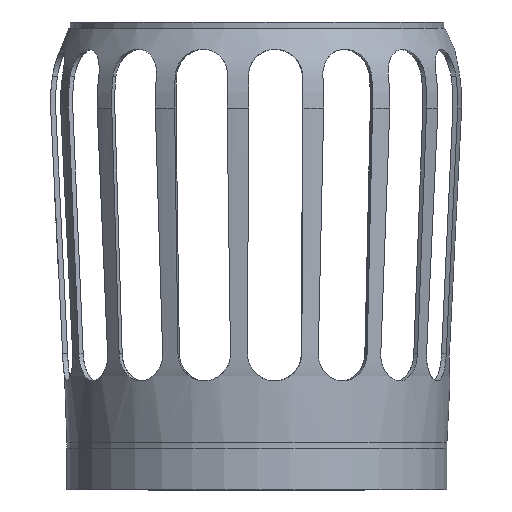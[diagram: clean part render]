
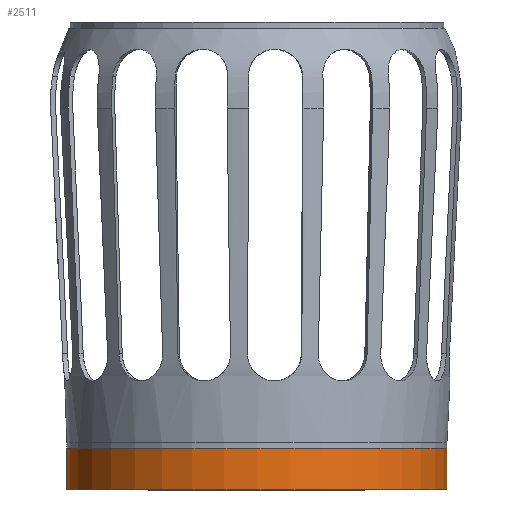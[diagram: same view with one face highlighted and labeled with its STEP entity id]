
A CAD part, front view. The second image highlights one B-rep face of the part: STEP entity #2511.
In plain terms, the highlighted cylindrical face has radius 452.5 mm (diameter 905 mm), a full revolution.
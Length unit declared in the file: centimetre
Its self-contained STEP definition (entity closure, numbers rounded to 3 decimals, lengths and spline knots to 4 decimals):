
#419=FACE_OUTER_BOUND('',#557,.T.);
#557=EDGE_LOOP('',(#2242,#2243,#2244,#2245,#2246));
#670=CIRCLE('',#2996,45.25);
#671=CIRCLE('',#2998,45.25);
#672=CIRCLE('',#2999,45.25);
#971=VERTEX_POINT('',#8065);
#972=VERTEX_POINT('',#8068);
#973=VERTEX_POINT('',#8069);
#1418=EDGE_CURVE('',#971,#971,#670,.T.);
#1419=EDGE_CURVE('',#972,#973,#671,.T.);
#1420=EDGE_CURVE('',#973,#972,#672,.T.);
#1421=EDGE_CURVE('',#973,#971,#2643,.T.);
#2242=ORIENTED_EDGE('',*,*,#1419,.F.);
#2243=ORIENTED_EDGE('',*,*,#1420,.F.);
#2244=ORIENTED_EDGE('',*,*,#1421,.T.);
#2245=ORIENTED_EDGE('',*,*,#1418,.T.);
#2246=ORIENTED_EDGE('',*,*,#1421,.F.);
#2394=CYLINDRICAL_SURFACE('',#2997,45.25);
#2511=ADVANCED_FACE('',(#419),#2394,.T.);
#2643=LINE('',#8072,#2768);
#2768=VECTOR('',#3589,45.25);
#2996=AXIS2_PLACEMENT_3D('',#8066,#3581,#3582);
#2997=AXIS2_PLACEMENT_3D('',#8067,#3583,#3584);
#2998=AXIS2_PLACEMENT_3D('',#8070,#3585,#3586);
#2999=AXIS2_PLACEMENT_3D('',#8071,#3587,#3588);
#3581=DIRECTION('center_axis',(0.,0.,1.));
#3582=DIRECTION('ref_axis',(1.,0.,0.));
#3583=DIRECTION('center_axis',(0.,0.,1.));
#3584=DIRECTION('ref_axis',(-1.,0.,0.));
#3585=DIRECTION('center_axis',(0.,0.,1.));
#3586=DIRECTION('ref_axis',(1.,0.,0.));
#3587=DIRECTION('center_axis',(0.,0.,1.));
#3588=DIRECTION('ref_axis',(1.,0.,0.));
#3589=DIRECTION('',(0.,0.,-1.));
#8065=CARTESIAN_POINT('',(45.25,0.,0.));
#8066=CARTESIAN_POINT('Origin',(0.,0.,0.));
#8067=CARTESIAN_POINT('Origin',(0.,0.,5.));
#8068=CARTESIAN_POINT('',(0.,45.25,10.));
#8069=CARTESIAN_POINT('',(45.25,0.,10.));
#8070=CARTESIAN_POINT('Origin',(0.,0.,10.));
#8071=CARTESIAN_POINT('Origin',(0.,0.,10.));
#8072=CARTESIAN_POINT('',(45.25,0.,5.));
